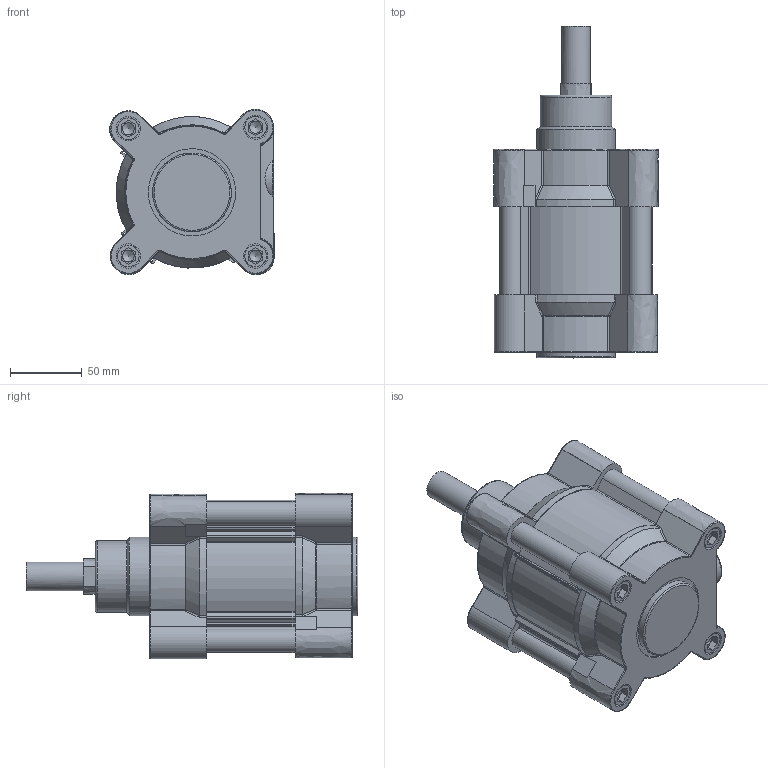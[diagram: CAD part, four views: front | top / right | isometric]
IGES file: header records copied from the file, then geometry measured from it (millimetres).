
Global section: file name: Zespół1,2; native system: 2HAutodesk Inventor 2015; preprocessor: unknown; author: Wojciech Koczwara; date: 20151201.125649; units: millimetre
Bounding box: 115 x 232 x 115.5 mm (x, y, z)
Volume: 1229611.7 mm3; surface area: 344176.5 mm2
Topology: 17 solids, 17 shells, 683 faces, 1724 edges, 1127 vertices
Faces by surface type: bspline 683
